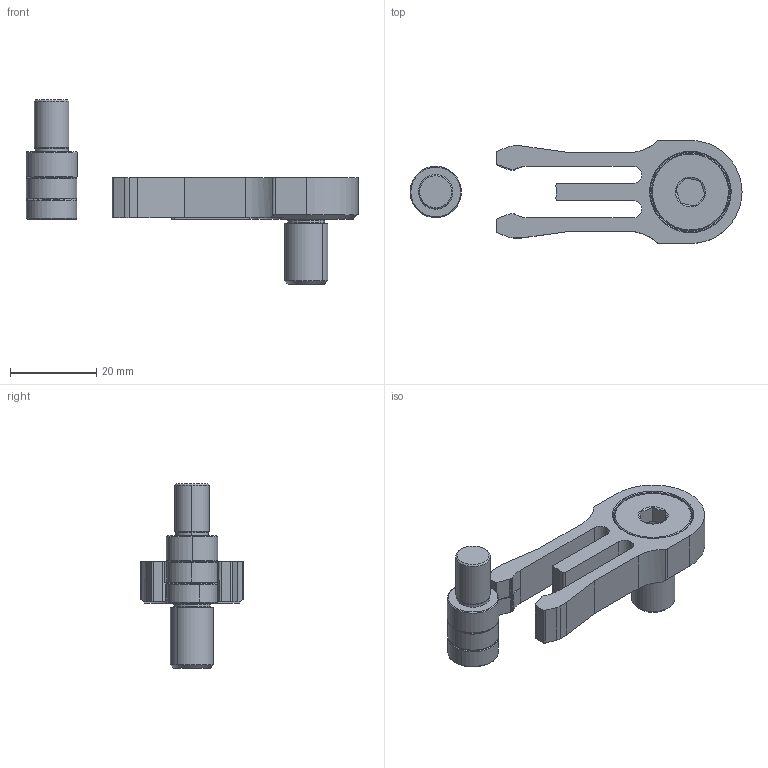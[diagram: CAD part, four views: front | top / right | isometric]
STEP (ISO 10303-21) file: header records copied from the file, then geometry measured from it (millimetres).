
FILE_DESCRIPTION (( 'STEP AP214' ), '1' );
FILE_NAME ('RCM245712.STEP', '2017-03-23T15:30:12', ( '' ), ( '' ), 'SwSTEP 2.0', 'SolidWorks 2017', '' );
FILE_SCHEMA (( 'AUTOMOTIVE_DESIGN' ));
Length unit declared in the file: millimetre
Products named in the file (7): TF2412M8-2; TF2412M8-3; 9RCM245712; TF2412M8-1; RCM245712; 9RCM24-TOR; TF2412M8
Assembly tree (6 placements, depth 3):
  RCM245712
    9RCM245712
    TF2412M8
      TF2412M8-1
      TF2412M8-2
      TF2412M8-3
    9RCM24-TOR
Bounding box: 76.9 x 23.9 x 42.67 mm (x, y, z)
Volume: 10751.5 mm3; surface area: 7587.2 mm2
Topology: 5 solids, 5 shells, 218 faces, 508 edges, 312 vertices
Faces by surface type: plane 90, cylinder 76, cone 36, torus 16
Entity records: 6621 total; most frequent: DIRECTION 1189, CARTESIAN_POINT 1170, ORIENTED_EDGE 1016, EDGE_CURVE 508, AXIS2_PLACEMENT_3D 471, VERTEX_POINT 312, VECTOR 247, LINE 247
